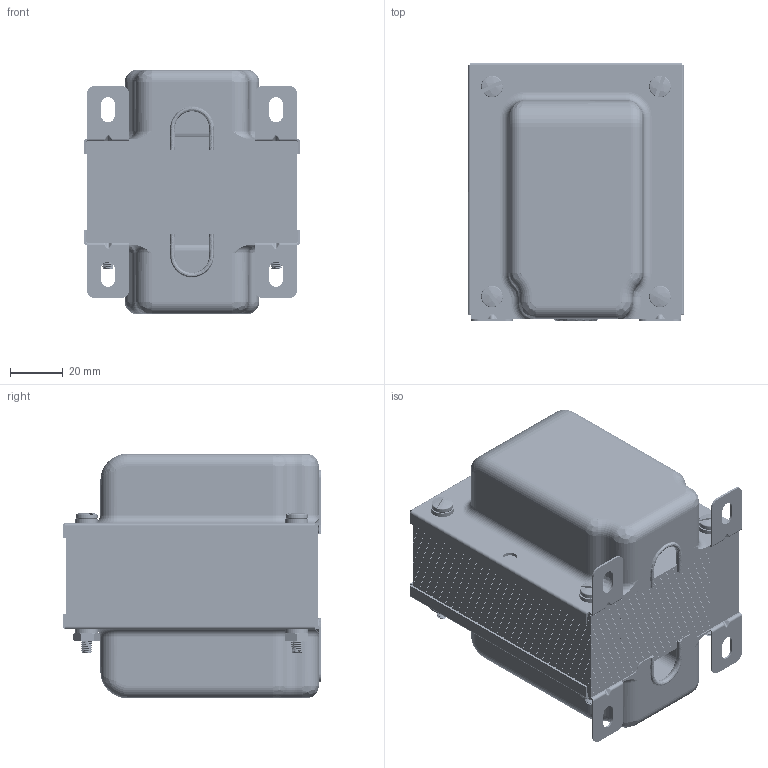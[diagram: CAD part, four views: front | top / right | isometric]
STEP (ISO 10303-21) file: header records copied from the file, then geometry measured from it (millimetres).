
FILE_DESCRIPTION(/* description */ (''),/* implementation_level */ '2;1');
FILE_NAME(/* name */ '15000-EI125-150-VX.step',/* time_stamp */ '2024-01-24T14:21:08-07:00',/* author */ (''),/* organization */ (''),/* preprocessor_version */ 'ST-DEVELOPER v20',/* originating_system */ 'Autodesk Translation Framework v12.14.0.127',/* authorisation */ '');
FILE_SCHEMA (('AUTOMOTIVE_DESIGN { 1 0 10303 214 3 1 1 }'));
Products named in the file (6): 15000-EI125-150-VX; 8-32 Standard Nut v1; 8-32x2" Steel Pan Head Slotted Screws v1; FM-300 (FM12344-375) (EI125) v7; 20000-EI125 v1; 20000-B125-150-00* v10
Assembly tree (5 placements, depth 3):
  15000-EI125-150-VX
    8-32 Standard Nut v1
      8-32x2" Steel Pan Head Slotted Screws v1
    FM-300 (FM12344-375) (EI125) v7
    20000-EI125 v1
    20000-B125-150-00* v10
Bounding box: 81.69 x 97.76 x 92.38 mm (x, y, z)
Volume: 269666 mm3; surface area: 1408346.7 mm2
Topology: 233 solids, 233 shells, 4346 faces, 11304 edges, 7422 vertices
Faces by surface type: plane 2410, cylinder 1670, bspline 116, cone 74, torus 68, sphere 8
Full cylindrical faces by diameter (mm): 3.134 x260, 4.166 x260, 4.394 x8, 5.207 x8, 5.556 x436, 8.179 x4, 8.738 x8
Entity records: 187856 total; most frequent: CARTESIAN_POINT 80329, ORIENTED_EDGE 22576, DIRECTION 20897, EDGE_CURVE 11288, VERTEX_POINT 7422, LINE 7369, VECTOR 7369, AXIS2_PLACEMENT_3D 6764
